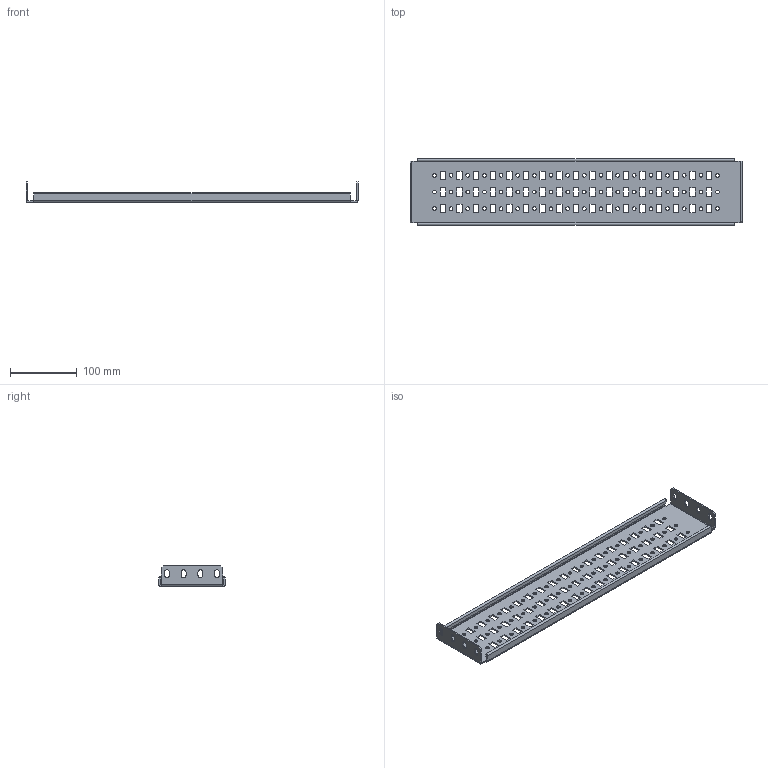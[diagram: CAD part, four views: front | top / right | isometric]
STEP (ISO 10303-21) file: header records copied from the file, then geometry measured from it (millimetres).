
FILE_DESCRIPTION(('CATIA V5 STEP Exchange'),'2;1');
FILE_NAME('EB0660.stp','2013-11-19T11:42:49+00:00',('none'),('none'),'CATIA Version 5 Release 20 SP 6 (IN-10)','CATIA V5 STEP AP203','none');
FILE_SCHEMA(('CONFIG_CONTROL_DESIGN'));
Length unit declared in the file: millimetre
Products named in the file (1): Traversa_laterale_100x0600
Bounding box: 498.5 x 100 x 31 mm (x, y, z)
Volume: 130958.4 mm3; surface area: 140404 mm2
Topology: 1 solids, 1 shells, 412 faces, 1182 edges, 772 vertices
Faces by surface type: plane 278, cylinder 134
Entity records: 15943 total; most frequent: CARTESIAN_POINT 5192, ORIENTED_EDGE 2364, DIRECTION 1757, EDGE_CURVE 1182, VECTOR 913, LINE 913, VERTEX_POINT 772, EDGE_LOOP 638
